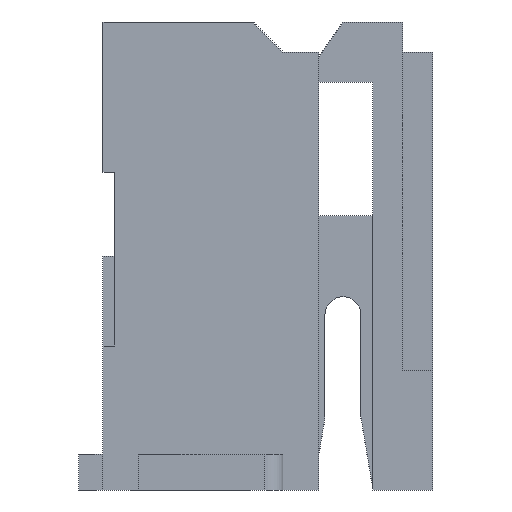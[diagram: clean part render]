
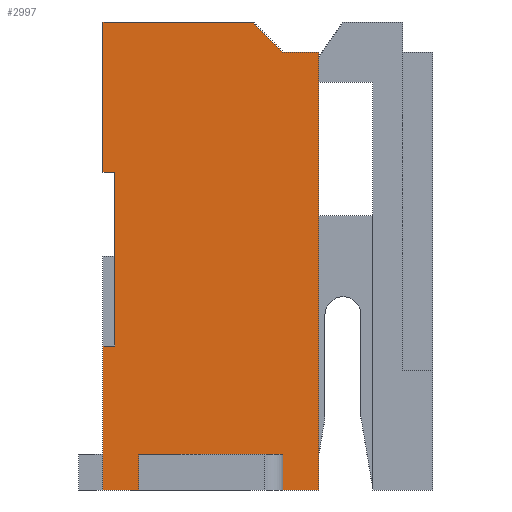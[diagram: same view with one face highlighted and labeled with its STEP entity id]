
A CAD part, left-side view. The second image highlights one B-rep face of the part: STEP entity #2997.
In plain terms, the highlighted planar face has unit normal (-1, 0, 0).
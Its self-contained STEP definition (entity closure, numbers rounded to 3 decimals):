
#102=DIRECTION('',(0.,1.,0.));
#103=VECTOR('',#102,0.6);
#104=CARTESIAN_POINT('',(-3.3,0.7,0.));
#105=LINE('',#104,#103);
#123=DIRECTION('',(0.,-1.,0.));
#124=VECTOR('',#123,0.6);
#125=CARTESIAN_POINT('',(-3.3,-1.7,0.));
#126=LINE('',#125,#124);
#615=DIRECTION('',(0.,1.,0.));
#616=VECTOR('',#615,2.5);
#617=CARTESIAN_POINT('',(-3.3,-1.2,7.8));
#618=LINE('',#617,#616);
#719=DIRECTION('',(0.,0.,1.));
#720=VECTOR('',#719,0.6);
#721=CARTESIAN_POINT('',(-3.3,-1.7,0.));
#722=LINE('',#721,#720);
#771=DIRECTION('',(0.,0.,1.));
#772=VECTOR('',#771,2.893);
#773=CARTESIAN_POINT('',(-3.3,1.1,2.4));
#774=LINE('',#773,#772);
#775=DIRECTION('',(0.,-1.,0.));
#776=VECTOR('',#775,0.2);
#777=CARTESIAN_POINT('',(-3.3,1.3,5.293));
#778=LINE('',#777,#776);
#779=DIRECTION('',(0.,0.,1.));
#780=VECTOR('',#779,2.507);
#781=CARTESIAN_POINT('',(-3.3,1.3,5.293));
#782=LINE('',#781,#780);
#783=DIRECTION('',(0.,0.707,0.707));
#784=VECTOR('',#783,0.707);
#785=CARTESIAN_POINT('',(-3.3,-1.7,7.3));
#786=LINE('',#785,#784);
#787=DIRECTION('',(0.,-1.,0.));
#788=VECTOR('',#787,0.6);
#789=CARTESIAN_POINT('',(-3.3,-1.7,7.3));
#790=LINE('',#789,#788);
#791=DIRECTION('',(0.,0.,-1.));
#792=VECTOR('',#791,0.6);
#793=CARTESIAN_POINT('',(-3.3,0.7,0.6));
#794=LINE('',#793,#792);
#795=DIRECTION('',(0.,0.,1.));
#796=VECTOR('',#795,2.4);
#797=CARTESIAN_POINT('',(-3.3,1.3,0.));
#798=LINE('',#797,#796);
#799=DIRECTION('',(0.,-1.,0.));
#800=VECTOR('',#799,0.2);
#801=CARTESIAN_POINT('',(-3.3,1.3,2.4));
#802=LINE('',#801,#800);
#823=DIRECTION('',(0.,0.,-1.));
#824=VECTOR('',#823,7.3);
#825=CARTESIAN_POINT('',(-3.3,-2.3,7.3));
#826=LINE('',#825,#824);
#888=DIRECTION('',(0.,1.,0.));
#889=VECTOR('',#888,2.4);
#890=CARTESIAN_POINT('',(-3.3,-1.7,0.6));
#891=LINE('',#890,#889);
#1491=CARTESIAN_POINT('',(-3.3,1.3,7.8));
#1493=VERTEX_POINT('',#1491);
#1607=CARTESIAN_POINT('',(-3.3,-2.3,7.3));
#1608=CARTESIAN_POINT('',(-3.3,-2.3,0.));
#1609=VERTEX_POINT('',#1607);
#1610=VERTEX_POINT('',#1608);
#1611=CARTESIAN_POINT('',(-3.3,-1.7,0.));
#1612=CARTESIAN_POINT('',(-3.3,-1.7,0.6));
#1613=VERTEX_POINT('',#1611);
#1614=VERTEX_POINT('',#1612);
#1649=CARTESIAN_POINT('',(-3.3,-1.7,7.3));
#1650=CARTESIAN_POINT('',(-3.3,-1.2,7.8));
#1651=VERTEX_POINT('',#1649);
#1652=VERTEX_POINT('',#1650);
#1737=CARTESIAN_POINT('',(-3.3,1.3,5.293));
#1739=VERTEX_POINT('',#1737);
#1777=CARTESIAN_POINT('',(-3.3,1.1,2.4));
#1778=VERTEX_POINT('',#1777);
#1779=CARTESIAN_POINT('',(-3.3,1.1,5.293));
#1780=VERTEX_POINT('',#1779);
#1905=CARTESIAN_POINT('',(-3.3,1.3,0.));
#1907=VERTEX_POINT('',#1905);
#1913=CARTESIAN_POINT('',(-3.3,0.7,0.6));
#1914=VERTEX_POINT('',#1913);
#1929=CARTESIAN_POINT('',(-3.3,0.7,0.));
#1930=VERTEX_POINT('',#1929);
#1971=CARTESIAN_POINT('',(-3.3,1.3,2.4));
#1972=VERTEX_POINT('',#1971);
#2972=CARTESIAN_POINT('',(-3.3,-1.7,7.8));
#2973=DIRECTION('',(1.,0.,0.));
#2974=DIRECTION('',(0.,1.,0.));
#2975=AXIS2_PLACEMENT_3D('',#2972,#2973,#2974);
#2976=PLANE('',#2975);
#2977=ORIENTED_EDGE('',*,*,#2152,.T.);
#2978=ORIENTED_EDGE('',*,*,#2182,.F.);
#2979=ORIENTED_EDGE('',*,*,#2264,.T.);
#2980=ORIENTED_EDGE('',*,*,#2799,.F.);
#2981=ORIENTED_EDGE('',*,*,#2848,.F.);
#2983=ORIENTED_EDGE('',*,*,#2982,.T.);
#2985=ORIENTED_EDGE('',*,*,#2984,.T.);
#2986=ORIENTED_EDGE('',*,*,#2022,.F.);
#2987=ORIENTED_EDGE('',*,*,#2928,.T.);
#2989=ORIENTED_EDGE('',*,*,#2988,.T.);
#2991=ORIENTED_EDGE('',*,*,#2990,.T.);
#2992=ORIENTED_EDGE('',*,*,#2012,.T.);
#2993=ORIENTED_EDGE('',*,*,#2294,.T.);
#2994=ORIENTED_EDGE('',*,*,#2625,.T.);
#2995=EDGE_LOOP('',(#2977,#2978,#2979,#2980,#2981,#2983,#2985,#2986,#2987,#2989,
#2991,#2992,#2993,#2994));
#2996=FACE_OUTER_BOUND('',#2995,.F.);
#2012=EDGE_CURVE('',#1930,#1907,#105,.T.);
#2022=EDGE_CURVE('',#1613,#1610,#126,.T.);
#2152=EDGE_CURVE('',#1778,#1780,#774,.T.);
#2182=EDGE_CURVE('',#1739,#1780,#778,.T.);
#2264=EDGE_CURVE('',#1739,#1493,#782,.T.);
#2294=EDGE_CURVE('',#1907,#1972,#798,.T.);
#2625=EDGE_CURVE('',#1972,#1778,#802,.T.);
#2799=EDGE_CURVE('',#1652,#1493,#618,.T.);
#2848=EDGE_CURVE('',#1651,#1652,#786,.T.);
#2928=EDGE_CURVE('',#1613,#1614,#722,.T.);
#2982=EDGE_CURVE('',#1651,#1609,#790,.T.);
#2984=EDGE_CURVE('',#1609,#1610,#826,.T.);
#2988=EDGE_CURVE('',#1614,#1914,#891,.T.);
#2990=EDGE_CURVE('',#1914,#1930,#794,.T.);
#2997=ADVANCED_FACE('',(#2996),#2976,.F.);
